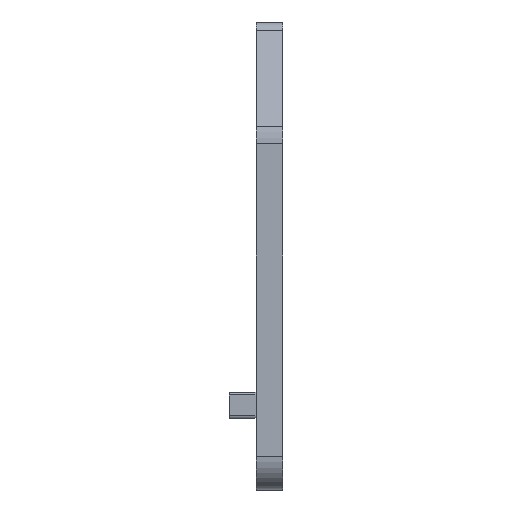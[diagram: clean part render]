
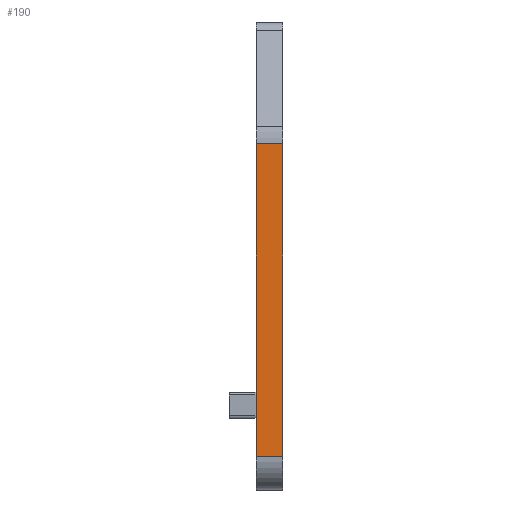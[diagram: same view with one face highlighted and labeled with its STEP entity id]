
A CAD part, front view. The second image highlights one B-rep face of the part: STEP entity #190.
In plain terms, the highlighted planar face has unit normal (0, -1, 0).
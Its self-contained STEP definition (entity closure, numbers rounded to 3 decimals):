
#170=AXIS2_PLACEMENT_3D('Plane Axis2P3D',#167,#168,#169) ;
#106=CARTESIAN_POINT('Vertex',(4.,0.,25.783)) ;
#109=CARTESIAN_POINT('Line Origine',(4.,0.,14.141)) ;
#113=CARTESIAN_POINT('Vertex',(4.,0.,2.5)) ;
#141=CARTESIAN_POINT('Line Origine',(3.,0.,2.5)) ;
#145=CARTESIAN_POINT('Vertex',(2.,0.,2.5)) ;
#167=CARTESIAN_POINT('Axis2P3D Location',(2.,0.,2.5)) ;
#172=CARTESIAN_POINT('Line Origine',(3.,0.,25.783)) ;
#176=CARTESIAN_POINT('Vertex',(2.,0.,25.783)) ;
#179=CARTESIAN_POINT('Line Origine',(2.,0.,14.141)) ;
#110=DIRECTION('Vector Direction',(0.,0.,1.)) ;
#142=DIRECTION('Vector Direction',(-1.,0.,0.)) ;
#168=DIRECTION('Axis2P3D Direction',(-0.,1.,0.)) ;
#169=DIRECTION('Axis2P3D XDirection',(0.,0.,1.)) ;
#173=DIRECTION('Vector Direction',(1.,0.,0.)) ;
#180=DIRECTION('Vector Direction',(0.,0.,1.)) ;
#111=VECTOR('Line Direction',#110,1.) ;
#143=VECTOR('Line Direction',#142,1.) ;
#174=VECTOR('Line Direction',#173,1.) ;
#181=VECTOR('Line Direction',#180,1.) ;
#185=ORIENTED_EDGE('',*,*,#115,.T.) ;
#186=ORIENTED_EDGE('',*,*,#178,.F.) ;
#187=ORIENTED_EDGE('',*,*,#183,.F.) ;
#188=ORIENTED_EDGE('',*,*,#147,.T.) ;
#190=ADVANCED_FACE('Hauptk\X2\00F6\X0\rper',(#189),#171,.F.) ;
#115=EDGE_CURVE('',#114,#107,#112,.T.) ;
#147=EDGE_CURVE('',#146,#114,#144,.F.) ;
#178=EDGE_CURVE('',#177,#107,#175,.T.) ;
#183=EDGE_CURVE('',#146,#177,#182,.T.) ;
#184=EDGE_LOOP('',(#185,#186,#187,#188)) ;
#189=FACE_OUTER_BOUND('',#184,.T.) ;
#112=LINE('Line',#109,#111) ;
#144=LINE('Line',#141,#143) ;
#175=LINE('Line',#172,#174) ;
#182=LINE('Line',#179,#181) ;
#171=PLANE('',#170) ;
#107=VERTEX_POINT('',#106) ;
#114=VERTEX_POINT('',#113) ;
#146=VERTEX_POINT('',#145) ;
#177=VERTEX_POINT('',#176) ;
